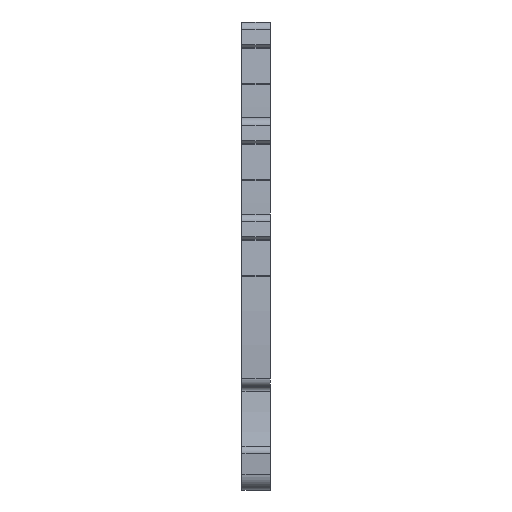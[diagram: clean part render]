
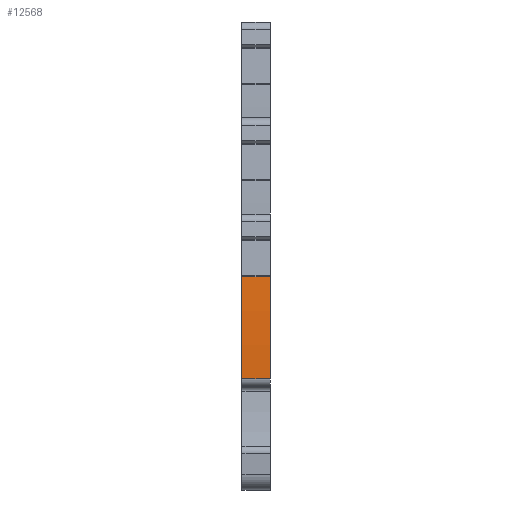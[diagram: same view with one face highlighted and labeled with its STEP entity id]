
A CAD part, front view. The second image highlights one B-rep face of the part: STEP entity #12568.
In plain terms, the highlighted cylindrical face has radius 122.2 mm (diameter 244.4 mm), a partial arc.
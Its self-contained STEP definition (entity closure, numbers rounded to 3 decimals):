
#1926=AXIS2_PLACEMENT_3D('Circle Axis2P3D',#1924,#1925,$) ;
#4457=AXIS2_PLACEMENT_3D('Circle Axis2P3D',#4455,#4456,$) ;
#12110=AXIS2_PLACEMENT_3D('Cylinder Axis2P3D',#12107,#12108,#12109) ;
#1921=CARTESIAN_POINT('Vertex',(3.5,1.754,25.774)) ;
#1924=CARTESIAN_POINT('Axis2P3D Location',(3.5,123.642,17.05)) ;
#1928=CARTESIAN_POINT('Vertex',(3.5,1.496,13.42)) ;
#4452=CARTESIAN_POINT('Vertex',(0.,1.496,13.42)) ;
#4455=CARTESIAN_POINT('Axis2P3D Location',(0.,123.642,17.05)) ;
#4459=CARTESIAN_POINT('Vertex',(0.,1.754,25.774)) ;
#12107=CARTESIAN_POINT('Axis2P3D Location',(1.75,123.642,17.05)) ;
#12545=CARTESIAN_POINT('Line Origine',(1.75,1.754,25.774)) ;
#12557=CARTESIAN_POINT('Line Origine',(1.75,1.496,13.42)) ;
#1925=DIRECTION('Axis2P3D Direction',(1.,0.,0.)) ;
#4456=DIRECTION('Axis2P3D Direction',(1.,0.,0.)) ;
#12108=DIRECTION('Axis2P3D Direction',(1.,0.,0.)) ;
#12109=DIRECTION('Axis2P3D XDirection',(0.,-0.992,0.126)) ;
#12546=DIRECTION('Vector Direction',(1.,0.,0.)) ;
#12558=DIRECTION('Vector Direction',(1.,0.,0.)) ;
#12547=VECTOR('Line Direction',#12546,1.) ;
#12559=VECTOR('Line Direction',#12558,1.) ;
#12563=ORIENTED_EDGE('',*,*,#4461,.T.) ;
#12564=ORIENTED_EDGE('',*,*,#12561,.T.) ;
#12565=ORIENTED_EDGE('',*,*,#1930,.F.) ;
#12566=ORIENTED_EDGE('',*,*,#12549,.F.) ;
#12568=ADVANCED_FACE('MLD',(#12567),#12111,.T.) ;
#1927=CIRCLE('generated circle',#1926,122.2) ;
#4458=CIRCLE('generated circle',#4457,122.2) ;
#12111=CYLINDRICAL_SURFACE('generated cylinder',#12110,122.2) ;
#1930=EDGE_CURVE('',#1922,#1929,#1927,.T.) ;
#4461=EDGE_CURVE('',#4460,#4453,#4458,.T.) ;
#12549=EDGE_CURVE('',#4460,#1922,#12548,.T.) ;
#12561=EDGE_CURVE('',#4453,#1929,#12560,.T.) ;
#12562=EDGE_LOOP('',(#12563,#12564,#12565,#12566)) ;
#12567=FACE_OUTER_BOUND('',#12562,.T.) ;
#12548=LINE('Line',#12545,#12547) ;
#12560=LINE('Line',#12557,#12559) ;
#1922=VERTEX_POINT('',#1921) ;
#1929=VERTEX_POINT('',#1928) ;
#4453=VERTEX_POINT('',#4452) ;
#4460=VERTEX_POINT('',#4459) ;
